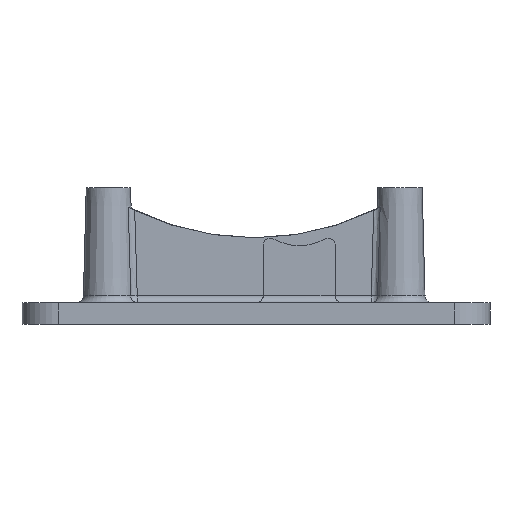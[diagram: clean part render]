
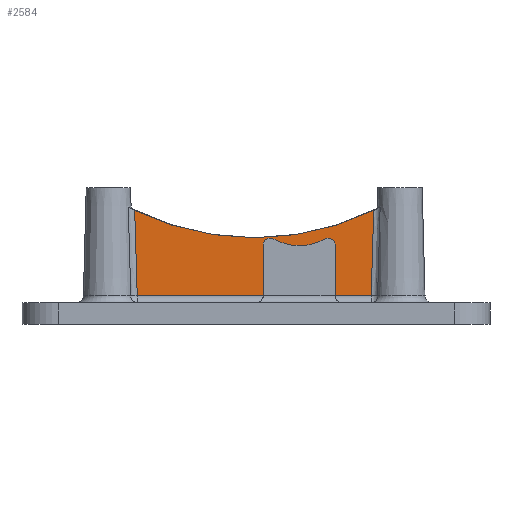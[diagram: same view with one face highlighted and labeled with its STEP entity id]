
A CAD part, front view. The second image highlights one B-rep face of the part: STEP entity #2584.
In plain terms, the highlighted planar face has unit normal (0, -1, 0).
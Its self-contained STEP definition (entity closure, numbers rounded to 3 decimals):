
#172=CIRCLE('',#2799,38.032);
#204=B_SPLINE_CURVE_WITH_KNOTS('',3,(#3881,#3882,#3883,#3884),
 .UNSPECIFIED.,.F.,.F.,(4,4),(0.415,1.601),
 .UNSPECIFIED.);
#208=B_SPLINE_CURVE_WITH_KNOTS('',3,(#3937,#3938,#3939,#3940),
 .UNSPECIFIED.,.F.,.F.,(4,4),(0.,1.185),.UNSPECIFIED.);
#336=FACE_OUTER_BOUND('',#497,.T.);
#497=EDGE_LOOP('',(#2148,#2149,#2150,#2151));
#692=LINE('',#3895,#932);
#932=VECTOR('',#3106,10.);
#1131=VERTEX_POINT('',#3871);
#1132=VERTEX_POINT('',#3880);
#1135=VERTEX_POINT('',#3894);
#1137=VERTEX_POINT('',#3921);
#1416=EDGE_CURVE('',#1131,#1132,#204,.T.);
#1420=EDGE_CURVE('',#1132,#1135,#692,.T.);
#1427=EDGE_CURVE('',#1135,#1137,#208,.T.);
#1585=EDGE_CURVE('',#1131,#1137,#172,.T.);
#2148=ORIENTED_EDGE('',*,*,#1416,.F.);
#2149=ORIENTED_EDGE('',*,*,#1585,.T.);
#2150=ORIENTED_EDGE('',*,*,#1427,.F.);
#2151=ORIENTED_EDGE('',*,*,#1420,.F.);
#2466=PLANE('',#2801);
#2584=ADVANCED_FACE('',(#336),#2466,.F.);
#2799=AXIS2_PLACEMENT_3D('',#4493,#3374,#3375);
#2801=AXIS2_PLACEMENT_3D('',#4495,#3378,#3379);
#3106=DIRECTION('',(-1.,0.,0.));
#3374=DIRECTION('center_axis',(0.,1.,0.));
#3375=DIRECTION('ref_axis',(0.496,0.,-0.869));
#3378=DIRECTION('center_axis',(0.,1.,0.));
#3379=DIRECTION('ref_axis',(1.,0.,0.));
#3871=CARTESIAN_POINT('',(-21.152,45.,15.848));
#3880=CARTESIAN_POINT('',(-21.502,45.,4.));
#3881=CARTESIAN_POINT('Ctrl Pts',(-21.152,45.,15.848));
#3882=CARTESIAN_POINT('Ctrl Pts',(-21.27,45.,11.899));
#3883=CARTESIAN_POINT('Ctrl Pts',(-21.387,45.,7.949));
#3884=CARTESIAN_POINT('Ctrl Pts',(-21.502,45.,4.));
#3894=CARTESIAN_POINT('',(-53.998,45.,4.));
#3895=CARTESIAN_POINT('',(-37.625,45.,4.));
#3921=CARTESIAN_POINT('',(-54.348,45.,15.848));
#3937=CARTESIAN_POINT('Ctrl Pts',(-53.998,45.,4.));
#3938=CARTESIAN_POINT('Ctrl Pts',(-54.113,45.,7.949));
#3939=CARTESIAN_POINT('Ctrl Pts',(-54.23,45.,11.899));
#3940=CARTESIAN_POINT('Ctrl Pts',(-54.348,45.,15.848));
#4493=CARTESIAN_POINT('Origin',(-37.75,45.,50.067));
#4495=CARTESIAN_POINT('Origin',(-37.75,45.,10.017));
